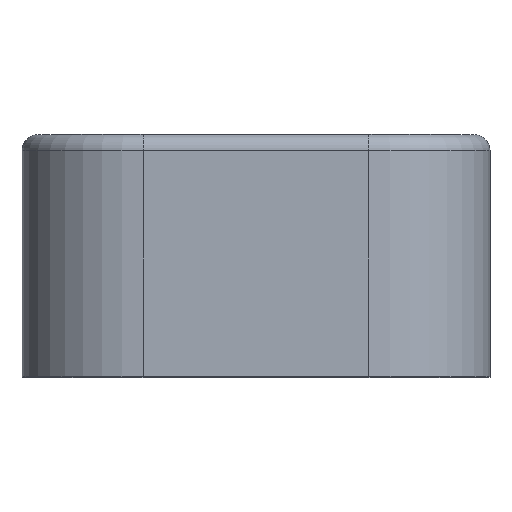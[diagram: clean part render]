
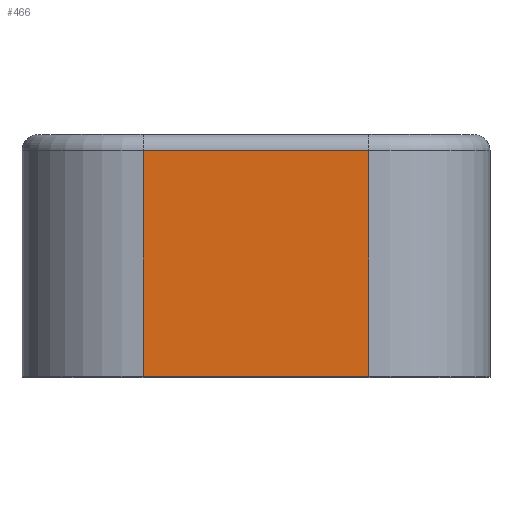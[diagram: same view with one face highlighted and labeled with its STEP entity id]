
A CAD part, top view. The second image highlights one B-rep face of the part: STEP entity #466.
In plain terms, the highlighted planar face has unit normal (0, 0, 1).
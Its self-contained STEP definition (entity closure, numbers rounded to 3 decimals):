
#85 = CARTESIAN_POINT ( 'NONE',  ( 14., 6., 38. ) ) ;
#266 = CARTESIAN_POINT ( 'NONE',  ( -14., 34., 38. ) ) ;
#281 = VECTOR ( 'NONE', #1168, 1000. ) ;
#466 = ADVANCED_FACE ( 'NONE', ( #1096 ), #843, .F. ) ;
#498 = EDGE_CURVE ( 'NONE', #3152, #2971, #2703, .T. ) ;
#733 = EDGE_LOOP ( 'NONE', ( #2769, #1619, #2611, #927 ) ) ;
#830 = CARTESIAN_POINT ( 'NONE',  ( -14., 6., 38. ) ) ;
#843 = PLANE ( 'NONE',  #1325 ) ;
#927 = ORIENTED_EDGE ( 'NONE', *, *, #3295, .T. ) ;
#1039 = EDGE_CURVE ( 'NONE', #2971, #3443, #2435, .T. ) ;
#1096 = FACE_OUTER_BOUND ( 'NONE', #733, .T. ) ;
#1168 = DIRECTION ( 'NONE',  ( 0., -1., 0. ) ) ;
#1325 = AXIS2_PLACEMENT_3D ( 'NONE', #3865, #3262, #2326 ) ;
#1373 = VECTOR ( 'NONE', #3485, 1000. ) ;
#1538 = DIRECTION ( 'NONE',  ( 0., -1., 0. ) ) ;
#1619 = ORIENTED_EDGE ( 'NONE', *, *, #498, .T. ) ;
#1650 = CARTESIAN_POINT ( 'NONE',  ( -14., 6., 38. ) ) ;
#1763 = CARTESIAN_POINT ( 'NONE',  ( 14., 36., 38. ) ) ;
#2015 = CARTESIAN_POINT ( 'NONE',  ( -14., 34., 38. ) ) ;
#2304 = LINE ( 'NONE', #1650, #1373 ) ;
#2326 = DIRECTION ( 'NONE',  ( -1., 0., 0. ) ) ;
#2435 = LINE ( 'NONE', #3653, #3078 ) ;
#2440 = LINE ( 'NONE', #1763, #281 ) ;
#2611 = ORIENTED_EDGE ( 'NONE', *, *, #1039, .T. ) ;
#2703 = LINE ( 'NONE', #2015, #3378 ) ;
#2769 = ORIENTED_EDGE ( 'NONE', *, *, #3805, .F. ) ;
#2971 = VERTEX_POINT ( 'NONE', #266 ) ;
#3078 = VECTOR ( 'NONE', #1538, 1000. ) ;
#3152 = VERTEX_POINT ( 'NONE', #3383 ) ;
#3255 = VERTEX_POINT ( 'NONE', #85 ) ;
#3262 = DIRECTION ( 'NONE',  ( 0., 0., -1. ) ) ;
#3295 = EDGE_CURVE ( 'NONE', #3443, #3255, #2304, .T. ) ;
#3378 = VECTOR ( 'NONE', #3565, 1000. ) ;
#3383 = CARTESIAN_POINT ( 'NONE',  ( 14., 34., 38. ) ) ;
#3443 = VERTEX_POINT ( 'NONE', #830 ) ;
#3485 = DIRECTION ( 'NONE',  ( 1., 0., 0. ) ) ;
#3565 = DIRECTION ( 'NONE',  ( -1., 0., 0. ) ) ;
#3653 = CARTESIAN_POINT ( 'NONE',  ( -14., 36., 38. ) ) ;
#3805 = EDGE_CURVE ( 'NONE', #3152, #3255, #2440, .T. ) ;
#3865 = CARTESIAN_POINT ( 'NONE',  ( -14., 36., 38. ) ) ;
